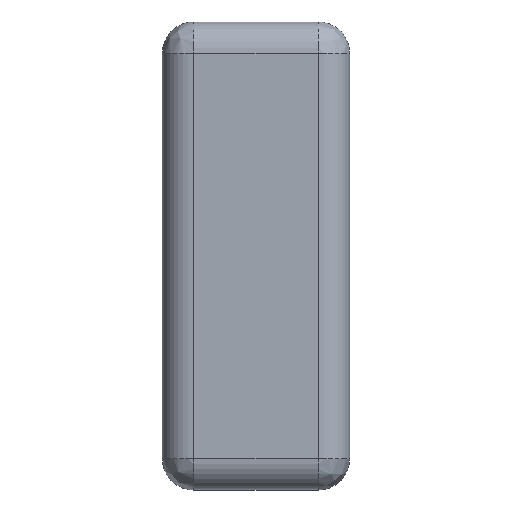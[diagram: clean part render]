
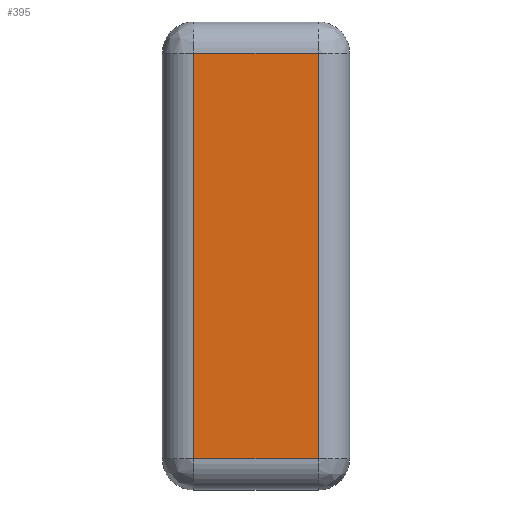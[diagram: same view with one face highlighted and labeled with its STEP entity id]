
A CAD part, top view. The second image highlights one B-rep face of the part: STEP entity #395.
In plain terms, the highlighted planar face has unit normal (0, 0, 1).
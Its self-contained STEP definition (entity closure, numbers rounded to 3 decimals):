
#2 = DIRECTION ( 'NONE',  ( 1., 0., 0. ) ) ;
#17 = VECTOR ( 'NONE', #219, 1000. ) ;
#52 = DIRECTION ( 'NONE',  ( -1., 0., 0. ) ) ;
#59 = FACE_OUTER_BOUND ( 'NONE', #506, .T. ) ;
#62 = DIRECTION ( 'NONE',  ( 1., 0., 0. ) ) ;
#78 = LINE ( 'NONE', #411, #255 ) ;
#93 = EDGE_CURVE ( 'NONE', #337, #391, #500, .T. ) ;
#140 = ORIENTED_EDGE ( 'NONE', *, *, #307, .F. ) ;
#145 = LINE ( 'NONE', #290, #453 ) ;
#162 = ORIENTED_EDGE ( 'NONE', *, *, #533, .F. ) ;
#170 = EDGE_CURVE ( 'NONE', #304, #330, #236, .T. ) ;
#186 = CARTESIAN_POINT ( 'NONE',  ( -4., -13., 3. ) ) ;
#214 = ORIENTED_EDGE ( 'NONE', *, *, #170, .F. ) ;
#219 = DIRECTION ( 'NONE',  ( 0., -1., 0. ) ) ;
#230 = CARTESIAN_POINT ( 'NONE',  ( 4., 13., 3. ) ) ;
#236 = LINE ( 'NONE', #311, #498 ) ;
#255 = VECTOR ( 'NONE', #52, 1000. ) ;
#276 = DIRECTION ( 'NONE',  ( 0., 0., 1. ) ) ;
#290 = CARTESIAN_POINT ( 'NONE',  ( -8., 13., 3. ) ) ;
#304 = VERTEX_POINT ( 'NONE', #186 ) ;
#307 = EDGE_CURVE ( 'NONE', #391, #304, #78, .T. ) ;
#311 = CARTESIAN_POINT ( 'NONE',  ( -4., 17., 3. ) ) ;
#322 = CARTESIAN_POINT ( 'NONE',  ( 0., 0., 3. ) ) ;
#330 = VERTEX_POINT ( 'NONE', #492 ) ;
#333 = CARTESIAN_POINT ( 'NONE',  ( 4., -13., 3. ) ) ;
#337 = VERTEX_POINT ( 'NONE', #230 ) ;
#391 = VERTEX_POINT ( 'NONE', #333 ) ;
#395 = ADVANCED_FACE ( 'NONE', ( #59 ), #586, .T. ) ;
#411 = CARTESIAN_POINT ( 'NONE',  ( 8., -13., 3. ) ) ;
#453 = VECTOR ( 'NONE', #62, 1000. ) ;
#454 = DIRECTION ( 'NONE',  ( 0., 1., 0. ) ) ;
#492 = CARTESIAN_POINT ( 'NONE',  ( -4., 13., 3. ) ) ;
#498 = VECTOR ( 'NONE', #454, 1000. ) ;
#500 = LINE ( 'NONE', #528, #17 ) ;
#506 = EDGE_LOOP ( 'NONE', ( #162, #214, #140, #559 ) ) ;
#528 = CARTESIAN_POINT ( 'NONE',  ( 4., -17., 3. ) ) ;
#533 = EDGE_CURVE ( 'NONE', #330, #337, #145, .T. ) ;
#559 = ORIENTED_EDGE ( 'NONE', *, *, #93, .F. ) ;
#565 = AXIS2_PLACEMENT_3D ( 'NONE', #322, #276, #2 ) ;
#586 = PLANE ( 'NONE',  #565 ) ;
